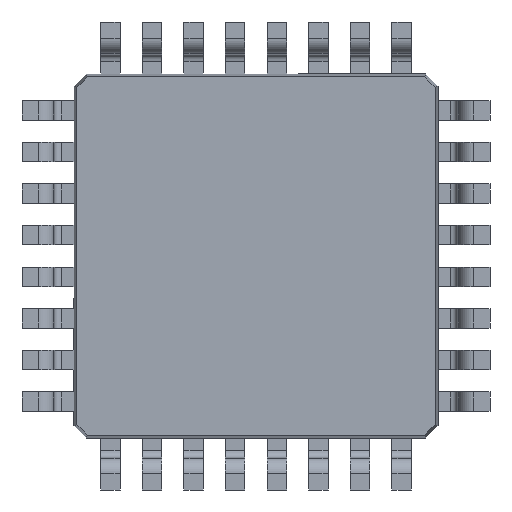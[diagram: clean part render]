
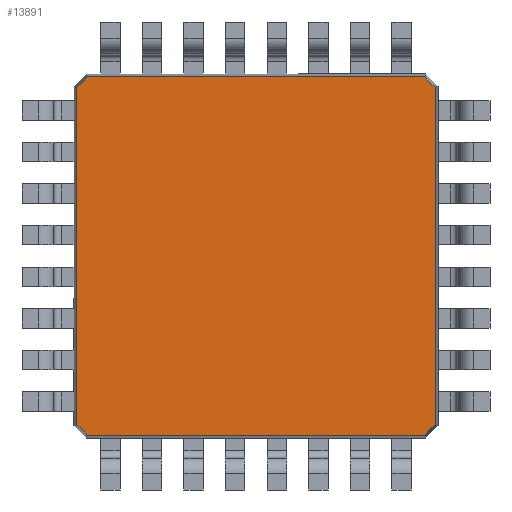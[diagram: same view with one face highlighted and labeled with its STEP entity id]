
A CAD part, front view. The second image highlights one B-rep face of the part: STEP entity #13891.
In plain terms, the highlighted planar face has unit normal (0, -1, 0).
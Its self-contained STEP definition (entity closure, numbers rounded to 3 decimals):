
#44 = DIRECTION ( 'NONE',  ( 0.707, 0., -0.707 ) ) ;
#75 = CARTESIAN_POINT ( 'NONE',  ( 3.244, 0.15, -3.445 ) ) ;
#488 = DIRECTION ( 'NONE',  ( 0.707, 0., 0.707 ) ) ;
#889 = ORIENTED_EDGE ( 'NONE', *, *, #2377, .T. ) ;
#1052 = AXIS2_PLACEMENT_3D ( 'NONE', #5206, #2921, #11945 ) ;
#1367 = ORIENTED_EDGE ( 'NONE', *, *, #2590, .T. ) ;
#1374 = CARTESIAN_POINT ( 'NONE',  ( -3.086, 0.15, 3.602 ) ) ;
#1508 = DIRECTION ( 'NONE',  ( 0., 0., -1. ) ) ;
#1761 = VERTEX_POINT ( 'NONE', #5782 ) ;
#1767 = LINE ( 'NONE', #4935, #7438 ) ;
#1768 = VERTEX_POINT ( 'NONE', #3343 ) ;
#1962 = ORIENTED_EDGE ( 'NONE', *, *, #13276, .T. ) ;
#2046 = VECTOR ( 'NONE', #44, 1000. ) ;
#2199 = CARTESIAN_POINT ( 'NONE',  ( -3.602, 0.15, -3.086 ) ) ;
#2377 = EDGE_CURVE ( 'NONE', #12569, #5815, #3887, .T. ) ;
#2590 = EDGE_CURVE ( 'NONE', #11346, #8572, #4420, .T. ) ;
#2921 = DIRECTION ( 'NONE',  ( 0., -1., 0. ) ) ;
#3327 = EDGE_LOOP ( 'NONE', ( #13624, #10618, #1367, #6209, #1962, #10625, #889, #6324 ) ) ;
#3343 = CARTESIAN_POINT ( 'NONE',  ( -3.244, 0.15, -3.445 ) ) ;
#3377 = VECTOR ( 'NONE', #6127, 1000. ) ;
#3565 = CARTESIAN_POINT ( 'NONE',  ( -3.467, 0.15, -3.445 ) ) ;
#3887 = LINE ( 'NONE', #1374, #7635 ) ;
#4062 = EDGE_CURVE ( 'NONE', #14320, #12569, #1767, .T. ) ;
#4420 = LINE ( 'NONE', #9667, #13486 ) ;
#4935 = CARTESIAN_POINT ( 'NONE',  ( 3.467, 0.15, 3.445 ) ) ;
#4996 = LINE ( 'NONE', #3565, #5358 ) ;
#5049 = LINE ( 'NONE', #2199, #2046 ) ;
#5156 = CARTESIAN_POINT ( 'NONE',  ( -3.244, 0.15, 3.445 ) ) ;
#5206 = CARTESIAN_POINT ( 'NONE',  ( 0., 0.15, 0. ) ) ;
#5358 = VECTOR ( 'NONE', #11534, 1000. ) ;
#5398 = VERTEX_POINT ( 'NONE', #9819 ) ;
#5679 = CARTESIAN_POINT ( 'NONE',  ( 3.445, 0.15, -3.244 ) ) ;
#5782 = CARTESIAN_POINT ( 'NONE',  ( -3.445, 0.15, -3.244 ) ) ;
#5815 = VERTEX_POINT ( 'NONE', #14240 ) ;
#6127 = DIRECTION ( 'NONE',  ( -0.707, 0., 0.707 ) ) ;
#6209 = ORIENTED_EDGE ( 'NONE', *, *, #7079, .T. ) ;
#6272 = PLANE ( 'NONE',  #1052 ) ;
#6324 = ORIENTED_EDGE ( 'NONE', *, *, #10967, .T. ) ;
#7079 = EDGE_CURVE ( 'NONE', #8572, #5398, #13898, .T. ) ;
#7103 = CARTESIAN_POINT ( 'NONE',  ( -3.445, 0.15, 3.467 ) ) ;
#7414 = EDGE_CURVE ( 'NONE', #1768, #11346, #4996, .T. ) ;
#7438 = VECTOR ( 'NONE', #12877, 1000. ) ;
#7635 = VECTOR ( 'NONE', #9474, 1000. ) ;
#8478 = DIRECTION ( 'NONE',  ( 0., 0., 1. ) ) ;
#8572 = VERTEX_POINT ( 'NONE', #5679 ) ;
#9474 = DIRECTION ( 'NONE',  ( -0.707, 0., -0.707 ) ) ;
#9481 = VECTOR ( 'NONE', #1508, 1000. ) ;
#9667 = CARTESIAN_POINT ( 'NONE',  ( 3.086, 0.15, -3.602 ) ) ;
#9819 = CARTESIAN_POINT ( 'NONE',  ( 3.445, 0.15, 3.244 ) ) ;
#10278 = FACE_OUTER_BOUND ( 'NONE', #3327, .T. ) ;
#10464 = LINE ( 'NONE', #11716, #3377 ) ;
#10526 = LINE ( 'NONE', #7103, #9481 ) ;
#10618 = ORIENTED_EDGE ( 'NONE', *, *, #7414, .T. ) ;
#10625 = ORIENTED_EDGE ( 'NONE', *, *, #4062, .T. ) ;
#10846 = VECTOR ( 'NONE', #8478, 1000. ) ;
#10878 = EDGE_CURVE ( 'NONE', #1761, #1768, #5049, .T. ) ;
#10967 = EDGE_CURVE ( 'NONE', #5815, #1761, #10526, .T. ) ;
#11346 = VERTEX_POINT ( 'NONE', #75 ) ;
#11534 = DIRECTION ( 'NONE',  ( 1., 0., 0. ) ) ;
#11716 = CARTESIAN_POINT ( 'NONE',  ( 3.602, 0.15, 3.086 ) ) ;
#11793 = CARTESIAN_POINT ( 'NONE',  ( 3.445, 0.15, -3.467 ) ) ;
#11945 = DIRECTION ( 'NONE',  ( 0., 0., -1. ) ) ;
#12569 = VERTEX_POINT ( 'NONE', #5156 ) ;
#12877 = DIRECTION ( 'NONE',  ( -1., 0., 0. ) ) ;
#13276 = EDGE_CURVE ( 'NONE', #5398, #14320, #10464, .T. ) ;
#13486 = VECTOR ( 'NONE', #488, 1000. ) ;
#13624 = ORIENTED_EDGE ( 'NONE', *, *, #10878, .T. ) ;
#13891 = ADVANCED_FACE ( 'NONE', ( #10278 ), #6272, .T. ) ;
#13898 = LINE ( 'NONE', #11793, #10846 ) ;
#14240 = CARTESIAN_POINT ( 'NONE',  ( -3.445, 0.15, 3.244 ) ) ;
#14320 = VERTEX_POINT ( 'NONE', #14582 ) ;
#14582 = CARTESIAN_POINT ( 'NONE',  ( 3.244, 0.15, 3.445 ) ) ;
